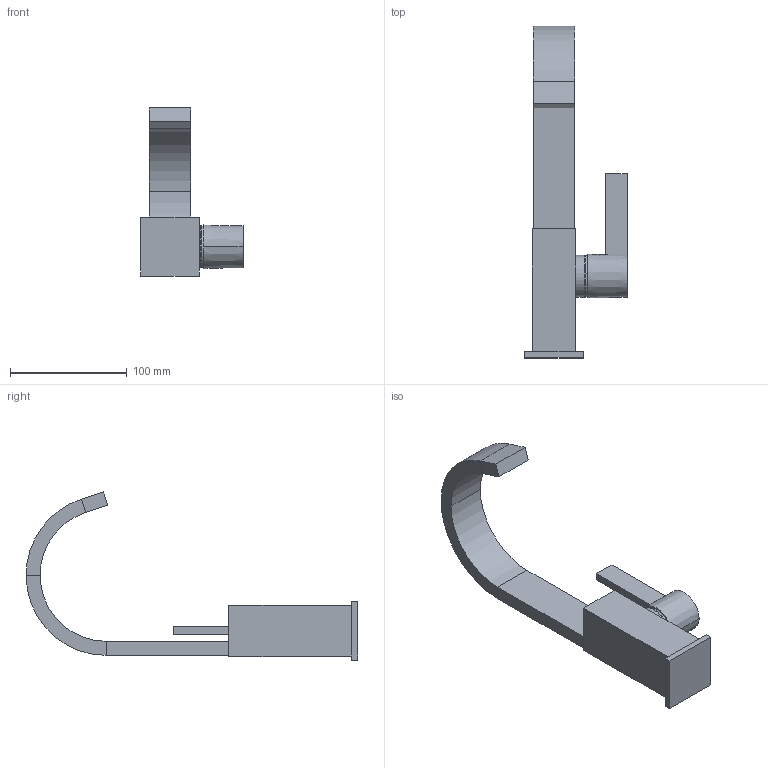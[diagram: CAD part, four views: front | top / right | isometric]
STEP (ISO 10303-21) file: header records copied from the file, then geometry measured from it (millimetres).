
FILE_DESCRIPTION (( 'STEP AP214' ), '1' );
FILE_NAME ('33522782.STEP', '2022-03-17T08:49:08', ( '' ), ( '' ), 'SwSTEP 2.0', 'SolidWorks 2020', '' );
FILE_SCHEMA (( 'AUTOMOTIVE_DESIGN' ));
Length unit declared in the file: millimetre
Products named in the file (6): Planungsmodell_Rohr-+-09.28.22.378-1_Kennzeichnung Dornbracht; Planungsmodell_Rosette-+-09.27.66.021-1; Planungsmodell_Hebel-+-09.20.86.004-1; Planungsmodell_Haube-+-09.28.30.049-1; 33522782; Planungsmdoell_Koerper-+-09.19.78.026-1
Assembly tree (5 placements, depth 2):
  33522782
    Planungsmodell_Rosette-+-09.27.66.021-1
    Planungsmdoell_Koerper-+-09.19.78.026-1
    Planungsmodell_Haube-+-09.28.30.049-1
    Planungsmodell_Hebel-+-09.20.86.004-1
    Planungsmodell_Rohr-+-09.28.22.378-1_Kennzeichnung Dornbracht
Bounding box: 87.71 x 284 x 143.83 mm (x, y, z)
Volume: 377910.1 mm3; surface area: 69256 mm2
Topology: 5 solids, 5 shells, 46 faces, 95 edges, 59 vertices
Faces by surface type: plane 32, cylinder 7, sphere 3, torus 2, cone 2
Entity records: 1492 total; most frequent: CARTESIAN_POINT 267, DIRECTION 225, ORIENTED_EDGE 190, EDGE_CURVE 95, AXIS2_PLACEMENT_3D 81, VECTOR 63, LINE 63, VERTEX_POINT 59
